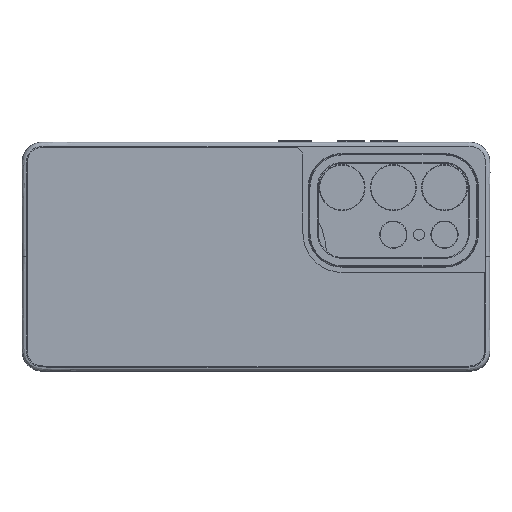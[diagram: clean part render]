
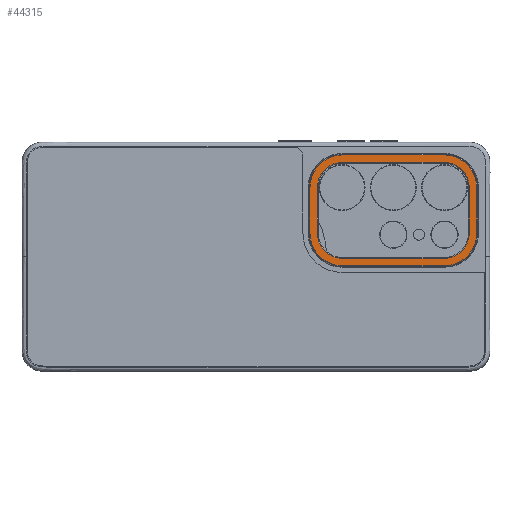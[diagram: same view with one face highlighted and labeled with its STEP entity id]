
A CAD part, top view. The second image highlights one B-rep face of the part: STEP entity #44315.
In plain terms, the highlighted planar face has unit normal (0, 0, 1).
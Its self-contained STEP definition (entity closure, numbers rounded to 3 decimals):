
#42460=CARTESIAN_POINT('',(19.693,-92.745,
1.3));
#42461=DIRECTION('',(0.,0.,1.));
#42462=DIRECTION('',(-1.,0.,0.));
#42463=AXIS2_PLACEMENT_3D('',#42460,#42461,#42462);
#42492=CARTESIAN_POINT('',(19.693,-56.505,
1.3));
#42493=DIRECTION('',(0.,0.,1.));
#42494=DIRECTION('',(0.,1.,0.));
#42495=AXIS2_PLACEMENT_3D('',#42492,#42493,#42494);
#42500=DIRECTION('',(0.,-1.,0.));
#42501=VECTOR('',#42500,36.239);
#42502=CARTESIAN_POINT('',(10.748,-56.505,
1.3));
#42503=LINE('',#42502,#42501);
#42507=CARTESIAN_POINT('',(19.693,-92.745,
1.3));
#42508=DIRECTION('',(0.,0.,1.));
#42509=DIRECTION('',(-1.,0.,0.));
#42510=AXIS2_PLACEMENT_3D('',#42507,#42508,#42509);
#42515=DIRECTION('',(1.,0.,0.));
#42516=VECTOR('',#42515,16.335);
#42517=CARTESIAN_POINT('',(19.693,-101.69,
1.3));
#42518=LINE('',#42517,#42516);
#42522=CARTESIAN_POINT('',(36.027,-92.745,
1.3));
#42523=DIRECTION('',(0.,0.,1.));
#42524=DIRECTION('',(0.,-1.,0.));
#42525=AXIS2_PLACEMENT_3D('',#42522,#42523,#42524);
#42530=DIRECTION('',(0.,1.,0.));
#42531=VECTOR('',#42530,36.239);
#42532=CARTESIAN_POINT('',(44.972,-92.745,
1.3));
#42533=LINE('',#42532,#42531);
#42537=CARTESIAN_POINT('',(36.027,-56.505,
1.3));
#42538=DIRECTION('',(0.,0.,1.));
#42539=DIRECTION('',(1.,0.,0.));
#42540=AXIS2_PLACEMENT_3D('',#42537,#42538,#42539);
#42545=DIRECTION('',(-1.,0.,0.));
#42546=VECTOR('',#42545,16.335);
#42547=CARTESIAN_POINT('',(36.027,-47.56,
1.3));
#42548=LINE('',#42547,#42546);
#42552=DIRECTION('',(0.,1.,0.));
#42553=VECTOR('',#42552,36.239);
#42554=CARTESIAN_POINT('',(8.077,-92.745,
1.3));
#42555=LINE('',#42554,#42553);
#43869=DIRECTION('',(-1.,0.,0.));
#43870=VECTOR('',#43869,16.335);
#43871=CARTESIAN_POINT('',(36.027,-104.361,
1.3));
#43872=LINE('',#43871,#43870);
#43883=CARTESIAN_POINT('',(36.027,-92.745,
1.3));
#43884=DIRECTION('',(0.,0.,1.));
#43885=DIRECTION('',(0.,-1.,0.));
#43886=AXIS2_PLACEMENT_3D('',#43883,#43884,#43885);
#43915=DIRECTION('',(0.,-1.,0.));
#43916=VECTOR('',#43915,36.239);
#43917=CARTESIAN_POINT('',(47.643,-56.505,
1.3));
#43918=LINE('',#43917,#43916);
#43929=CARTESIAN_POINT('',(36.027,-56.505,
1.3));
#43930=DIRECTION('',(0.,0.,1.));
#43931=DIRECTION('',(1.,0.,0.));
#43932=AXIS2_PLACEMENT_3D('',#43929,#43930,#43931);
#43961=DIRECTION('',(1.,0.,0.));
#43962=VECTOR('',#43961,16.335);
#43963=CARTESIAN_POINT('',(19.693,-44.889,
1.3));
#43964=LINE('',#43963,#43962);
#43975=CARTESIAN_POINT('',(19.693,-56.505,
1.3));
#43976=DIRECTION('',(0.,0.,1.));
#43977=DIRECTION('',(0.,1.,0.));
#43978=AXIS2_PLACEMENT_3D('',#43975,#43976,#43977);
#44167=CARTESIAN_POINT('',(8.077,-92.745,
1.3));
#44168=CARTESIAN_POINT('',(8.077,-56.505,
1.3));
#44169=VERTEX_POINT('',#44167);
#44170=VERTEX_POINT('',#44168);
#44171=CARTESIAN_POINT('',(19.693,-104.361,
1.3));
#44172=VERTEX_POINT('',#44171);
#44173=CARTESIAN_POINT('',(36.027,-104.361,
1.3));
#44174=VERTEX_POINT('',#44173);
#44175=CARTESIAN_POINT('',(47.643,-92.745,
1.3));
#44176=VERTEX_POINT('',#44175);
#44177=CARTESIAN_POINT('',(47.643,-56.505,
1.3));
#44178=VERTEX_POINT('',#44177);
#44179=CARTESIAN_POINT('',(36.027,-44.889,
1.3));
#44180=VERTEX_POINT('',#44179);
#44181=CARTESIAN_POINT('',(19.693,-44.889,
1.3));
#44182=VERTEX_POINT('',#44181);
#44219=CARTESIAN_POINT('',(19.693,-47.56,
1.3));
#44220=CARTESIAN_POINT('',(10.748,-56.505,
1.3));
#44221=VERTEX_POINT('',#44219);
#44222=VERTEX_POINT('',#44220);
#44225=CARTESIAN_POINT('',(10.748,-92.745,
1.3));
#44226=VERTEX_POINT('',#44225);
#44229=CARTESIAN_POINT('',(19.693,-101.69,
1.3));
#44230=VERTEX_POINT('',#44229);
#44233=CARTESIAN_POINT('',(36.027,-101.69,
1.3));
#44234=VERTEX_POINT('',#44233);
#44237=CARTESIAN_POINT('',(44.972,-92.745,
1.3));
#44238=VERTEX_POINT('',#44237);
#44241=CARTESIAN_POINT('',(44.972,-56.505,
1.3));
#44242=VERTEX_POINT('',#44241);
#44245=CARTESIAN_POINT('',(36.027,-47.56,
1.3));
#44246=VERTEX_POINT('',#44245);
#44275=CARTESIAN_POINT('',(36.027,-56.505,
1.3));
#44276=DIRECTION('',(0.,0.,-1.));
#44277=DIRECTION('',(0.,1.,0.));
#44278=AXIS2_PLACEMENT_3D('',#44275,#44276,#44277);
#44279=PLANE('',#44278);
#44281=ORIENTED_EDGE('',*,*,#44280,.T.);
#44283=ORIENTED_EDGE('',*,*,#44282,.F.);
#44285=ORIENTED_EDGE('',*,*,#44284,.T.);
#44287=ORIENTED_EDGE('',*,*,#44286,.F.);
#44289=ORIENTED_EDGE('',*,*,#44288,.T.);
#44291=ORIENTED_EDGE('',*,*,#44290,.F.);
#44293=ORIENTED_EDGE('',*,*,#44292,.T.);
#44294=ORIENTED_EDGE('',*,*,#44264,.F.);
#44295=EDGE_LOOP('',(#44281,#44283,#44285,#44287,#44289,#44291,#44293,#44294));
#44296=FACE_OUTER_BOUND('',#44295,.F.);
#44298=ORIENTED_EDGE('',*,*,#44297,.T.);
#44300=ORIENTED_EDGE('',*,*,#44299,.T.);
#44302=ORIENTED_EDGE('',*,*,#44301,.T.);
#44304=ORIENTED_EDGE('',*,*,#44303,.T.);
#44306=ORIENTED_EDGE('',*,*,#44305,.T.);
#44308=ORIENTED_EDGE('',*,*,#44307,.T.);
#44310=ORIENTED_EDGE('',*,*,#44309,.T.);
#44312=ORIENTED_EDGE('',*,*,#44311,.T.);
#44313=EDGE_LOOP('',(#44298,#44300,#44302,#44304,#44306,#44308,#44310,#44312));
#44314=FACE_BOUND('',#44313,.F.);
#42464=CIRCLE('',#42463,11.616);
#42496=CIRCLE('',#42495,8.945);
#42511=CIRCLE('',#42510,8.945);
#42526=CIRCLE('',#42525,8.945);
#42541=CIRCLE('',#42540,8.945);
#43887=CIRCLE('',#43886,11.616);
#43933=CIRCLE('',#43932,11.616);
#43979=CIRCLE('',#43978,11.616);
#44264=EDGE_CURVE('',#44169,#44172,#42464,.T.);
#44280=EDGE_CURVE('',#44169,#44170,#42555,.T.);
#44282=EDGE_CURVE('',#44182,#44170,#43979,.T.);
#44284=EDGE_CURVE('',#44182,#44180,#43964,.T.);
#44286=EDGE_CURVE('',#44178,#44180,#43933,.T.);
#44288=EDGE_CURVE('',#44178,#44176,#43918,.T.);
#44290=EDGE_CURVE('',#44174,#44176,#43887,.T.);
#44292=EDGE_CURVE('',#44174,#44172,#43872,.T.);
#44297=EDGE_CURVE('',#44221,#44222,#42496,.T.);
#44299=EDGE_CURVE('',#44222,#44226,#42503,.T.);
#44301=EDGE_CURVE('',#44226,#44230,#42511,.T.);
#44303=EDGE_CURVE('',#44230,#44234,#42518,.T.);
#44305=EDGE_CURVE('',#44234,#44238,#42526,.T.);
#44307=EDGE_CURVE('',#44238,#44242,#42533,.T.);
#44309=EDGE_CURVE('',#44242,#44246,#42541,.T.);
#44311=EDGE_CURVE('',#44246,#44221,#42548,.T.);
#44315=ADVANCED_FACE('',(#44296,#44314),#44279,.F.);
